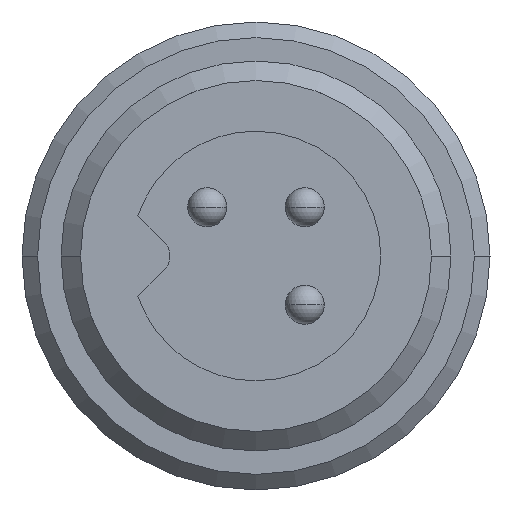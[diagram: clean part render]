
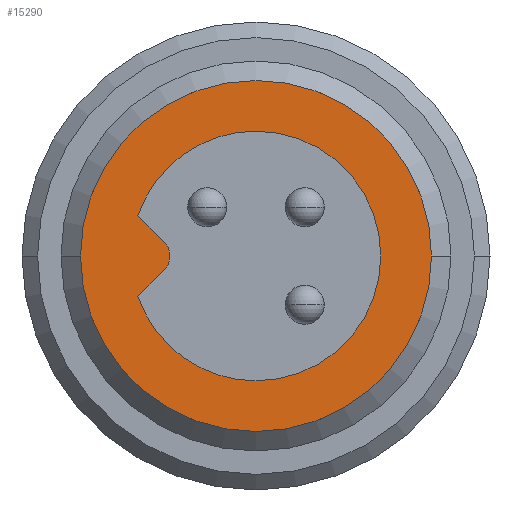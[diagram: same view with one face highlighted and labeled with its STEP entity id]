
A CAD part, left-side view. The second image highlights one B-rep face of the part: STEP entity #15290.
In plain terms, the highlighted face is planar.
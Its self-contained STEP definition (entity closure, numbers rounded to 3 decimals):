
#3530=CARTESIAN_POINT('',(0.,-10.5,2.25));
#3540=VERTEX_POINT('',#3530);
#3590=CARTESIAN_POINT('',(0.,-10.5,0.));
#3600=DIRECTION('',(0.,1.,0.));
#3610=DIRECTION('',(0.,0.,1.));
#3620=AXIS2_PLACEMENT_3D('',#3590,#3600,#3610);
#3630=CIRCLE('',#3620,2.25);
#3640=CARTESIAN_POINT('',(0.,-10.5,-2.25));
#3650=VERTEX_POINT('',#3640);
#3660=EDGE_CURVE('',#3650,#3540,#3630,.T.);
#4380=CARTESIAN_POINT('',(-1.515,-10.5,-0.515));
#4390=VERTEX_POINT('',#4380);
#4550=CARTESIAN_POINT('',(0.,-10.5,-1.6));
#4560=VERTEX_POINT('',#4550);
#4590=CARTESIAN_POINT('',(0.,-10.5,0.));
#4600=DIRECTION('',(0.,1.,0.));
#4610=DIRECTION('',(0.,0.,1.));
#4620=AXIS2_PLACEMENT_3D('',#4590,#4600,#4610);
#4630=CIRCLE('',#4620,1.6);
#4640=EDGE_CURVE('',#4560,#4390,#4630,.T.);
#13220=CARTESIAN_POINT('',(-1.177,-10.5,0.177));
#13230=VERTEX_POINT('',#13220);
#13390=CARTESIAN_POINT('',(-1.177,-10.5,-0.177));
#13400=VERTEX_POINT('',#13390);
#13430=CARTESIAN_POINT('',(-1.354,-10.5,0.));
#13440=DIRECTION('',(0.,1.,0.));
#13450=DIRECTION('',(0.707,0.,0.707));
#13460=AXIS2_PLACEMENT_3D('',#13430,#13440,#13450);
#13470=CIRCLE('',#13460,0.25);
#13480=EDGE_CURVE('',#13230,#13400,#13470,.T.);
#13730=CARTESIAN_POINT('',(-1.177,-10.5,-0.177));
#13740=DIRECTION('',(-0.707,0.,-0.707));
#13750=VECTOR('',#13740,0.478);
#13760=LINE('',#13730,#13750);
#13770=EDGE_CURVE('',#13400,#4390,#13760,.T.);
#13980=CARTESIAN_POINT('',(-1.515,-10.5,0.515));
#13990=VERTEX_POINT('',#13980);
#14110=CARTESIAN_POINT('',(-1.515,-10.5,0.515));
#14120=DIRECTION('',(0.707,0.,-0.707));
#14130=VECTOR('',#14120,0.478);
#14140=LINE('',#14110,#14130);
#14150=EDGE_CURVE('',#13990,#13230,#14140,.T.);
#15070=CARTESIAN_POINT('',(0.,-10.5,1.925));
#15080=DIRECTION('',(0.,-1.,0.));
#15090=DIRECTION('',(0.,0.,-1.));
#15100=AXIS2_PLACEMENT_3D('',#15070,#15080,#15090);
#15110=PLANE('',#15100);
#15120=ORIENTED_EDGE('',*,*,#3660,.F.);
#15130=EDGE_CURVE('',#3540,#3650,#3630,.T.);
#15140=ORIENTED_EDGE('',*,*,#15130,.F.);
#15150=EDGE_LOOP('',(#15140,#15120));
#15160=FACE_OUTER_BOUND('',#15150,.T.);
#15170=CARTESIAN_POINT('',(0.,-10.5,1.6));
#15180=VERTEX_POINT('',#15170);
#15190=EDGE_CURVE('',#15180,#4560,#4630,.T.);
#15200=ORIENTED_EDGE('',*,*,#15190,.T.);
#15210=EDGE_CURVE('',#13990,#15180,#4630,.T.);
#15220=ORIENTED_EDGE('',*,*,#15210,.T.);
#15230=ORIENTED_EDGE('',*,*,#14150,.F.);
#15240=ORIENTED_EDGE('',*,*,#13480,.F.);
#15250=ORIENTED_EDGE('',*,*,#13770,.F.);
#15260=ORIENTED_EDGE('',*,*,#4640,.T.);
#15270=EDGE_LOOP('',(#15260,#15250,#15240,#15230,#15220,#15200));
#15280=FACE_BOUND('',#15270,.T.);
#15290=ADVANCED_FACE('',(#15160,#15280),#15110,.T.);
